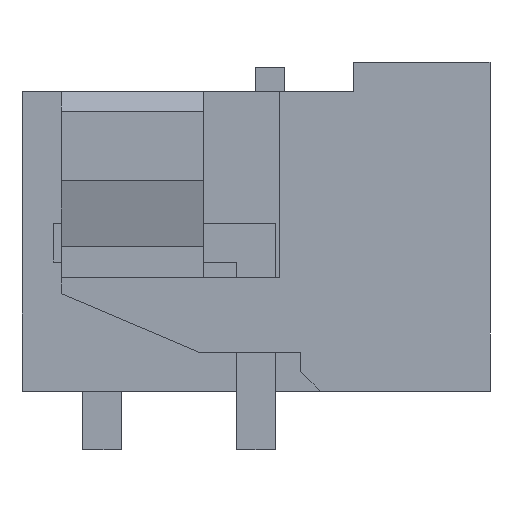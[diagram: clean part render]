
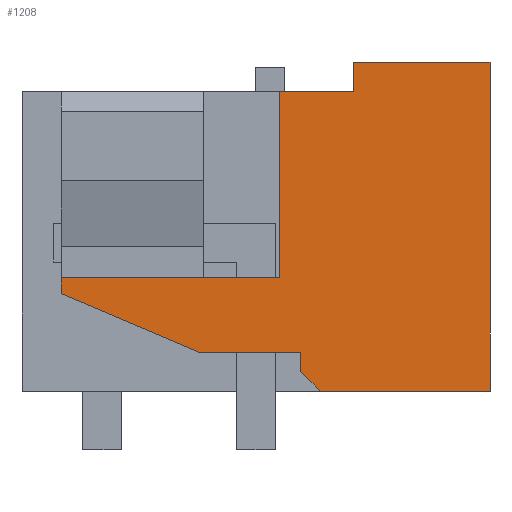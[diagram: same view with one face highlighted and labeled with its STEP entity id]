
A CAD part, left-side view. The second image highlights one B-rep face of the part: STEP entity #1208.
In plain terms, the highlighted planar face has unit normal (-1, 0, 0).
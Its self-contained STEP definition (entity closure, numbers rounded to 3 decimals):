
#1133=AXIS2_PLACEMENT_3D('Plane Axis2P3D',#1130,#1131,#1132) ;
#178=CARTESIAN_POINT('Vertex',(0.,5.4,9.18)) ;
#181=CARTESIAN_POINT('Line Origine',(0.,4.45,9.18)) ;
#185=CARTESIAN_POINT('Vertex',(0.,3.5,9.18)) ;
#866=CARTESIAN_POINT('Line Origine',(0.,11.,4.205)) ;
#870=CARTESIAN_POINT('Vertex',(0.,11.,4.41)) ;
#872=CARTESIAN_POINT('Vertex',(0.,11.,4.001)) ;
#1114=CARTESIAN_POINT('Vertex',(0.,5.4,4.41)) ;
#1117=CARTESIAN_POINT('Line Origine',(0.,5.4,6.795)) ;
#1130=CARTESIAN_POINT('Axis2P3D Location',(0.,12.,0.)) ;
#1135=CARTESIAN_POINT('Line Origine',(0.,1.75,9.93)) ;
#1139=CARTESIAN_POINT('Vertex',(0.,0.,9.93)) ;
#1141=CARTESIAN_POINT('Vertex',(0.,3.5,9.93)) ;
#1144=CARTESIAN_POINT('Line Origine',(0.,3.5,9.555)) ;
#1149=CARTESIAN_POINT('Line Origine',(0.,8.2,4.41)) ;
#1154=CARTESIAN_POINT('Line Origine',(0.,9.232,3.252)) ;
#1158=CARTESIAN_POINT('Vertex',(0.,7.465,2.503)) ;
#1161=CARTESIAN_POINT('Line Origine',(0.,6.159,2.503)) ;
#1165=CARTESIAN_POINT('Vertex',(0.,4.854,2.503)) ;
#1168=CARTESIAN_POINT('Line Origine',(0.,4.854,2.251)) ;
#1172=CARTESIAN_POINT('Vertex',(0.,4.854,2.)) ;
#1175=CARTESIAN_POINT('Line Origine',(0.,4.604,1.75)) ;
#1179=CARTESIAN_POINT('Vertex',(0.,4.354,1.5)) ;
#1182=CARTESIAN_POINT('Line Origine',(0.,2.177,1.5)) ;
#1186=CARTESIAN_POINT('Vertex',(0.,0.,1.5)) ;
#1189=CARTESIAN_POINT('Line Origine',(0.,0.,5.715)) ;
#182=DIRECTION('Vector Direction',(0.,1.,0.)) ;
#867=DIRECTION('Vector Direction',(0.,0.,1.)) ;
#1118=DIRECTION('Vector Direction',(0.,0.,-1.)) ;
#1131=DIRECTION('Axis2P3D Direction',(-1.,0.,0.)) ;
#1132=DIRECTION('Axis2P3D XDirection',(0.,-1.,0.)) ;
#1136=DIRECTION('Vector Direction',(0.,1.,0.)) ;
#1145=DIRECTION('Vector Direction',(0.,0.,1.)) ;
#1150=DIRECTION('Vector Direction',(0.,1.,0.)) ;
#1155=DIRECTION('Vector Direction',(0.,0.921,0.39)) ;
#1162=DIRECTION('Vector Direction',(0.,-1.,0.)) ;
#1169=DIRECTION('Vector Direction',(0.,0.,-1.)) ;
#1176=DIRECTION('Vector Direction',(0.,0.707,0.707)) ;
#1183=DIRECTION('Vector Direction',(0.,1.,0.)) ;
#1190=DIRECTION('Vector Direction',(0.,0.,-1.)) ;
#183=VECTOR('Line Direction',#182,1.) ;
#868=VECTOR('Line Direction',#867,1.) ;
#1119=VECTOR('Line Direction',#1118,1.) ;
#1137=VECTOR('Line Direction',#1136,1.) ;
#1146=VECTOR('Line Direction',#1145,1.) ;
#1151=VECTOR('Line Direction',#1150,1.) ;
#1156=VECTOR('Line Direction',#1155,1.) ;
#1163=VECTOR('Line Direction',#1162,1.) ;
#1170=VECTOR('Line Direction',#1169,1.) ;
#1177=VECTOR('Line Direction',#1176,1.) ;
#1184=VECTOR('Line Direction',#1183,1.) ;
#1191=VECTOR('Line Direction',#1190,1.) ;
#1195=ORIENTED_EDGE('',*,*,#1143,.T.) ;
#1196=ORIENTED_EDGE('',*,*,#1148,.T.) ;
#1197=ORIENTED_EDGE('',*,*,#187,.T.) ;
#1198=ORIENTED_EDGE('',*,*,#1121,.T.) ;
#1199=ORIENTED_EDGE('',*,*,#1153,.T.) ;
#1200=ORIENTED_EDGE('',*,*,#874,.T.) ;
#1201=ORIENTED_EDGE('',*,*,#1160,.T.) ;
#1202=ORIENTED_EDGE('',*,*,#1167,.T.) ;
#1203=ORIENTED_EDGE('',*,*,#1174,.T.) ;
#1204=ORIENTED_EDGE('',*,*,#1181,.T.) ;
#1205=ORIENTED_EDGE('',*,*,#1188,.T.) ;
#1206=ORIENTED_EDGE('',*,*,#1193,.T.) ;
#1208=ADVANCED_FACE('HOUSING',(#1207),#1134,.T.) ;
#187=EDGE_CURVE('',#186,#179,#184,.T.) ;
#874=EDGE_CURVE('',#871,#873,#869,.F.) ;
#1121=EDGE_CURVE('',#179,#1115,#1120,.T.) ;
#1143=EDGE_CURVE('',#1140,#1142,#1138,.T.) ;
#1148=EDGE_CURVE('',#1142,#186,#1147,.F.) ;
#1153=EDGE_CURVE('',#1115,#871,#1152,.T.) ;
#1160=EDGE_CURVE('',#873,#1159,#1157,.F.) ;
#1167=EDGE_CURVE('',#1159,#1166,#1164,.T.) ;
#1174=EDGE_CURVE('',#1166,#1173,#1171,.T.) ;
#1181=EDGE_CURVE('',#1173,#1180,#1178,.F.) ;
#1188=EDGE_CURVE('',#1180,#1187,#1185,.F.) ;
#1193=EDGE_CURVE('',#1187,#1140,#1192,.F.) ;
#1194=EDGE_LOOP('',(#1195,#1196,#1197,#1198,#1199,#1200,#1201,#1202,#1203,#1204,#1205,#1206)) ;
#1207=FACE_OUTER_BOUND('',#1194,.T.) ;
#184=LINE('Line',#181,#183) ;
#869=LINE('Line',#866,#868) ;
#1120=LINE('Line',#1117,#1119) ;
#1138=LINE('Line',#1135,#1137) ;
#1147=LINE('Line',#1144,#1146) ;
#1152=LINE('Line',#1149,#1151) ;
#1157=LINE('Line',#1154,#1156) ;
#1164=LINE('Line',#1161,#1163) ;
#1171=LINE('Line',#1168,#1170) ;
#1178=LINE('Line',#1175,#1177) ;
#1185=LINE('Line',#1182,#1184) ;
#1192=LINE('Line',#1189,#1191) ;
#1134=PLANE('',#1133) ;
#179=VERTEX_POINT('',#178) ;
#186=VERTEX_POINT('',#185) ;
#871=VERTEX_POINT('',#870) ;
#873=VERTEX_POINT('',#872) ;
#1115=VERTEX_POINT('',#1114) ;
#1140=VERTEX_POINT('',#1139) ;
#1142=VERTEX_POINT('',#1141) ;
#1159=VERTEX_POINT('',#1158) ;
#1166=VERTEX_POINT('',#1165) ;
#1173=VERTEX_POINT('',#1172) ;
#1180=VERTEX_POINT('',#1179) ;
#1187=VERTEX_POINT('',#1186) ;
